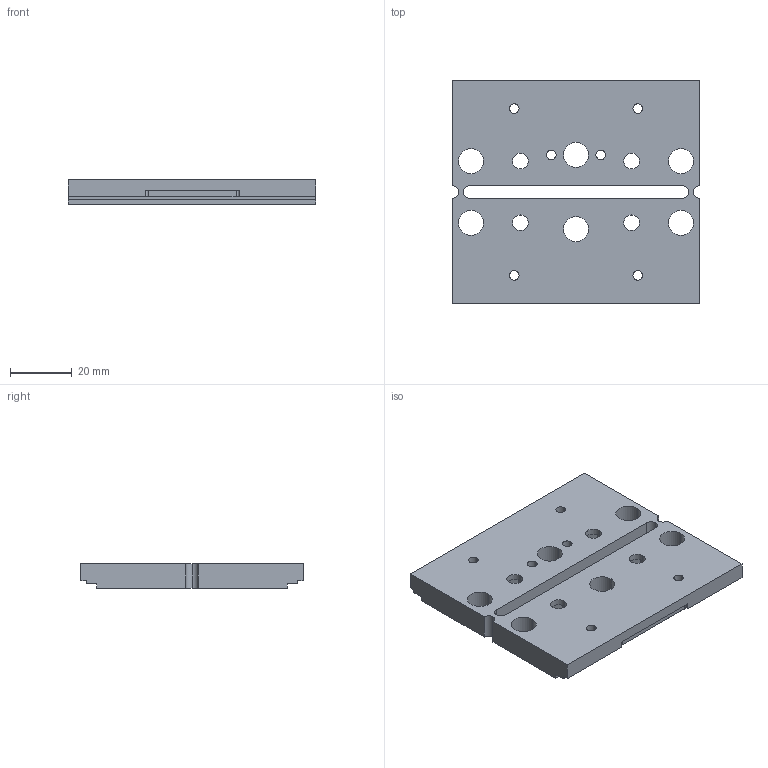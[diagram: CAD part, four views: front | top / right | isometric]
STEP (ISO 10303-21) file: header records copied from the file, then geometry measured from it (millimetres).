
FILE_DESCRIPTION (( 'STEP AP214' ), '1' );
FILE_NAME ('CNC加工件-嘉立创_两头夹片one.STEP', '2025-08-27T05:12:25', ( '' ), ( '' ), 'SwSTEP 2.0', 'SolidWorks 2018', '' );
FILE_SCHEMA (( 'AUTOMOTIVE_DESIGN' ));
Length unit declared in the file: millimetre
Products named in the file (1): CNC加工件-嘉立创_两头夹片one
Bounding box: 80 x 72 x 8 mm (x, y, z)
Volume: 37453 mm3; surface area: 16279.9 mm2
Topology: 1 solids, 1 shells, 110 faces, 306 edges, 204 vertices
Faces by surface type: plane 68, cylinder 42
Entity records: 3636 total; most frequent: CARTESIAN_POINT 621, ORIENTED_EDGE 612, DIRECTION 612, EDGE_CURVE 306, LINE 222, VECTOR 222, VERTEX_POINT 204, AXIS2_PLACEMENT_3D 195
